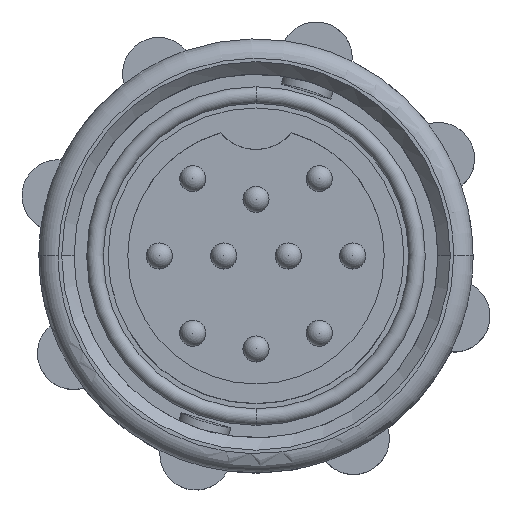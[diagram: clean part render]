
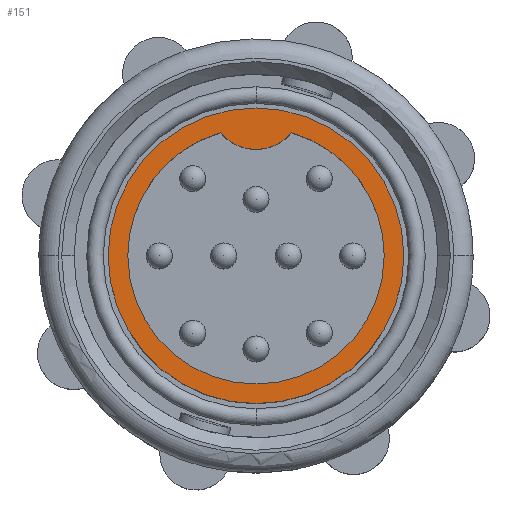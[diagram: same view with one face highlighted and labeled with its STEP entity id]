
A CAD part, top view. The second image highlights one B-rep face of the part: STEP entity #151.
In plain terms, the highlighted planar face has unit normal (0, 0, 1).
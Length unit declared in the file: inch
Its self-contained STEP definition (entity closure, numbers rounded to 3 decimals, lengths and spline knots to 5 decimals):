
#151 = ADVANCED_FACE ( 'NONE', ( #1322, #8068 ), #2082, .T. ) ;
#510 = ORIENTED_EDGE ( 'NONE', *, *, #1199, .F. ) ;
#579 = DIRECTION ( 'NONE',  ( 1., 0., 0. ) ) ;
#615 = AXIS2_PLACEMENT_3D ( 'NONE', #2978, #2969, #2948 ) ;
#680 = DIRECTION ( 'NONE',  ( 0., 0., 1. ) ) ;
#685 = CIRCLE ( 'NONE', #3525, 0.31 ) ;
#874 = EDGE_CURVE ( 'NONE', #3222, #6832, #892, .T. ) ;
#892 = CIRCLE ( 'NONE', #615, 0.3575 ) ;
#903 = CARTESIAN_POINT ( 'NONE',  ( 0., 0., 0.09 ) ) ;
#1199 = EDGE_CURVE ( 'NONE', #8434, #2273, #8095, .T. ) ;
#1218 = EDGE_LOOP ( 'NONE', ( #5635, #6077 ) ) ;
#1322 = FACE_OUTER_BOUND ( 'NONE', #1218, .T. ) ;
#1555 = EDGE_CURVE ( 'NONE', #5845, #2482, #4544, .T. ) ;
#1778 = CIRCLE ( 'NONE', #3564, 0.31 ) ;
#1873 = AXIS2_PLACEMENT_3D ( 'NONE', #2483, #7838, #8105 ) ;
#2082 = PLANE ( 'NONE',  #3312 ) ;
#2086 = CARTESIAN_POINT ( 'NONE',  ( 0.3575, 0., 0.09 ) ) ;
#2273 = VERTEX_POINT ( 'NONE', #8002 ) ;
#2482 = VERTEX_POINT ( 'NONE', #4422 ) ;
#2483 = CARTESIAN_POINT ( 'NONE',  ( 0., 0., 0.09 ) ) ;
#2871 = DIRECTION ( 'NONE',  ( 1., 0., 0. ) ) ;
#2948 = DIRECTION ( 'NONE',  ( 1., 0., 0. ) ) ;
#2969 = DIRECTION ( 'NONE',  ( 0., 0., 1. ) ) ;
#2978 = CARTESIAN_POINT ( 'NONE',  ( 0., 0., 0.09 ) ) ;
#3019 = DIRECTION ( 'NONE',  ( 0., 0., 1. ) ) ;
#3222 = VERTEX_POINT ( 'NONE', #7923 ) ;
#3312 = AXIS2_PLACEMENT_3D ( 'NONE', #903, #6818, #2871 ) ;
#3463 = AXIS2_PLACEMENT_3D ( 'NONE', #5766, #5849, #4063 ) ;
#3525 = AXIS2_PLACEMENT_3D ( 'NONE', #8436, #4542, #579 ) ;
#3564 = AXIS2_PLACEMENT_3D ( 'NONE', #6961, #3019, #7607 ) ;
#3566 = ORIENTED_EDGE ( 'NONE', *, *, #4940, .F. ) ;
#3753 = ORIENTED_EDGE ( 'NONE', *, *, #7596, .F. ) ;
#3761 = ORIENTED_EDGE ( 'NONE', *, *, #1555, .F. ) ;
#4063 = DIRECTION ( 'NONE',  ( 1., 0., 0. ) ) ;
#4153 = EDGE_LOOP ( 'NONE', ( #3753, #3761, #3566, #510 ) ) ;
#4397 = EDGE_CURVE ( 'NONE', #6832, #3222, #5993, .T. ) ;
#4422 = CARTESIAN_POINT ( 'NONE',  ( -0.08605, 0.29782, 0.09 ) ) ;
#4542 = DIRECTION ( 'NONE',  ( 0., 0., 1. ) ) ;
#4544 = CIRCLE ( 'NONE', #3463, 0.112 ) ;
#4628 = CARTESIAN_POINT ( 'NONE',  ( 0., 0., 0.09 ) ) ;
#4940 = EDGE_CURVE ( 'NONE', #2273, #5845, #1778, .T. ) ;
#5295 = DIRECTION ( 'NONE',  ( 1., 0., 0. ) ) ;
#5635 = ORIENTED_EDGE ( 'NONE', *, *, #4397, .T. ) ;
#5645 = AXIS2_PLACEMENT_3D ( 'NONE', #4628, #680, #5295 ) ;
#5662 = CARTESIAN_POINT ( 'NONE',  ( -0.31, 0., 0.09 ) ) ;
#5766 = CARTESIAN_POINT ( 'NONE',  ( 0., 0.3695, 0.09 ) ) ;
#5845 = VERTEX_POINT ( 'NONE', #6548 ) ;
#5849 = DIRECTION ( 'NONE',  ( 0., 0., -1. ) ) ;
#5993 = CIRCLE ( 'NONE', #5645, 0.3575 ) ;
#6077 = ORIENTED_EDGE ( 'NONE', *, *, #874, .T. ) ;
#6548 = CARTESIAN_POINT ( 'NONE',  ( 0.08605, 0.29782, 0.09 ) ) ;
#6818 = DIRECTION ( 'NONE',  ( 0., 0., 1. ) ) ;
#6832 = VERTEX_POINT ( 'NONE', #2086 ) ;
#6961 = CARTESIAN_POINT ( 'NONE',  ( 0., 0., 0.09 ) ) ;
#7596 = EDGE_CURVE ( 'NONE', #2482, #8434, #685, .T. ) ;
#7607 = DIRECTION ( 'NONE',  ( 1., 0., 0. ) ) ;
#7838 = DIRECTION ( 'NONE',  ( 0., 0., 1. ) ) ;
#7923 = CARTESIAN_POINT ( 'NONE',  ( -0.3575, 0., 0.09 ) ) ;
#8002 = CARTESIAN_POINT ( 'NONE',  ( 0.31, 0., 0.09 ) ) ;
#8068 = FACE_BOUND ( 'NONE', #4153, .T. ) ;
#8095 = CIRCLE ( 'NONE', #1873, 0.31 ) ;
#8105 = DIRECTION ( 'NONE',  ( 1., 0., 0. ) ) ;
#8434 = VERTEX_POINT ( 'NONE', #5662 ) ;
#8436 = CARTESIAN_POINT ( 'NONE',  ( 0., 0., 0.09 ) ) ;
